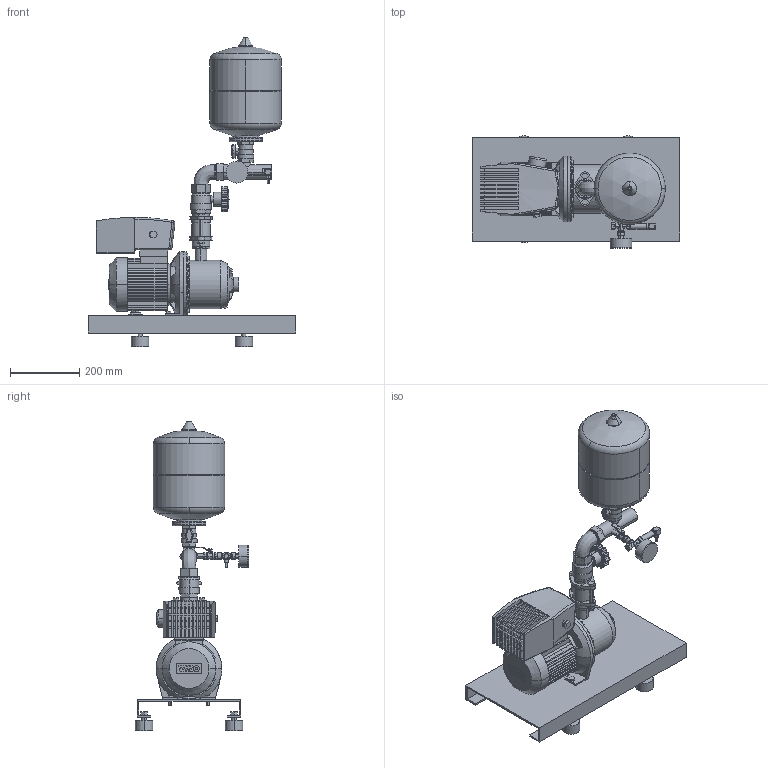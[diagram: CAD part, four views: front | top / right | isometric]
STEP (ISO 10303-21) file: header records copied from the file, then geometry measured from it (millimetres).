
FILE_DESCRIPTION((''),'2;1');
FILE_NAME('3d_COR-1MHIE403EM-2522275.stp','2011-08-30T07:35:40',(''),(''),'Mechanical Desktop 2009','Mechanical Desktop 2009',', , ');
FILE_SCHEMA(('CONFIG_CONTROL_DESIGN'));
Length unit declared in the file: millimetre
Products named in the file (1): Product
Bounding box: 600 x 327 x 895 mm (x, y, z)
Volume: 18812393 mm3; surface area: 1815439.4 mm2
Topology: 37 solids, 37 shells, 1561 faces, 3818 edges, 2399 vertices
Faces by surface type: plane 960, cylinder 415, cone 69, bspline 62, torus 35, sphere 20
Entity records: 49525 total; most frequent: CARTESIAN_POINT 12451, DIRECTION 7732, ORIENTED_EDGE 7590, EDGE_CURVE 3795, VECTOR 2596, LINE 2596, AXIS2_PLACEMENT_3D 2568, VERTEX_POINT 2399
